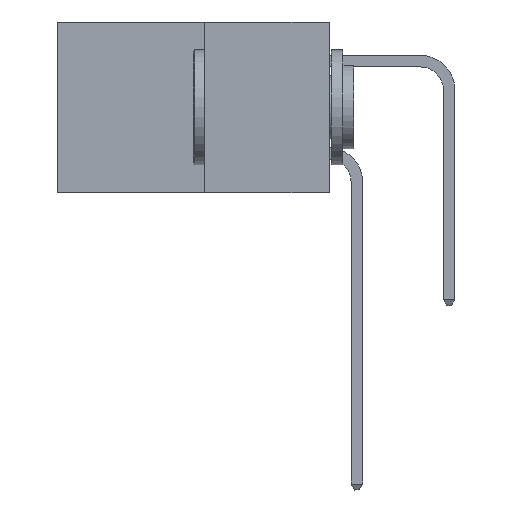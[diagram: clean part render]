
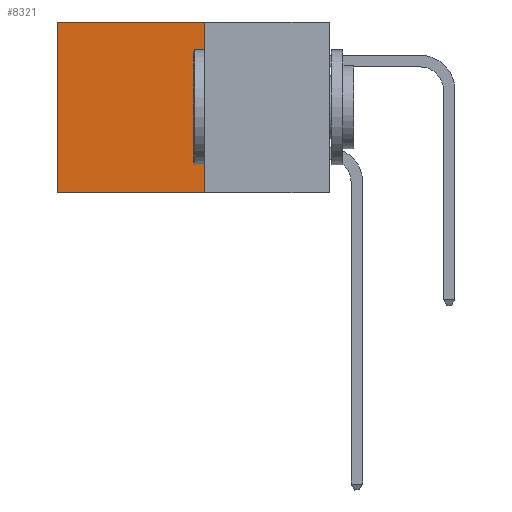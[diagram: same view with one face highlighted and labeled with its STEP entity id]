
A CAD part, left-side view. The second image highlights one B-rep face of the part: STEP entity #8321.
In plain terms, the highlighted planar face has unit normal (-1, 0, 0).
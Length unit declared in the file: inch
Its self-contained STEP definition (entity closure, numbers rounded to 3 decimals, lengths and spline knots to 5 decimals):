
#4 = CARTESIAN_POINT ( 'NONE',  ( 0.277, 0.27, 0. ) ) ;
#165 = DIRECTION ( 'NONE',  ( 0., 1., 0. ) ) ;
#474 = CARTESIAN_POINT ( 'NONE',  ( 0.277, 0.27, -0.37 ) ) ;
#1911 = LINE ( 'NONE', #10584, #8673 ) ;
#2293 = VERTEX_POINT ( 'NONE', #5598 ) ;
#2389 = DIRECTION ( 'NONE',  ( 0., 0., -1. ) ) ;
#2547 = EDGE_CURVE ( 'NONE', #5566, #2293, #9079, .T. ) ;
#3632 = EDGE_LOOP ( 'NONE', ( #4629, #8153, #8446, #9326 ) ) ;
#4044 = EDGE_CURVE ( 'NONE', #10744, #5566, #6152, .T. ) ;
#4057 = FACE_OUTER_BOUND ( 'NONE', #3632, .T. ) ;
#4619 = EDGE_CURVE ( 'NONE', #10744, #8352, #10436, .T. ) ;
#4629 = ORIENTED_EDGE ( 'NONE', *, *, #2547, .T. ) ;
#4813 = DIRECTION ( 'NONE',  ( 0., 1., 0. ) ) ;
#5566 = VERTEX_POINT ( 'NONE', #8901 ) ;
#5598 = CARTESIAN_POINT ( 'NONE',  ( 0.277, 0.59, -0.37 ) ) ;
#5625 = CARTESIAN_POINT ( 'NONE',  ( 0.277, 0.27, -0.37 ) ) ;
#6152 = LINE ( 'NONE', #4, #8256 ) ;
#6319 = CARTESIAN_POINT ( 'NONE',  ( 0.277, 0.59, -0.37 ) ) ;
#7190 = VECTOR ( 'NONE', #7856, 39.37008 ) ;
#7274 = DIRECTION ( 'NONE',  ( 0., 0., -1. ) ) ;
#7713 = DIRECTION ( 'NONE',  ( 1., 0., 0. ) ) ;
#7718 = AXIS2_PLACEMENT_3D ( 'NONE', #474, #7713, #2389 ) ;
#7856 = DIRECTION ( 'NONE',  ( 0., 0., -1. ) ) ;
#8153 = ORIENTED_EDGE ( 'NONE', *, *, #9969, .F. ) ;
#8238 = VECTOR ( 'NONE', #7274, 39.37008 ) ;
#8256 = VECTOR ( 'NONE', #165, 39.37008 ) ;
#8321 = ADVANCED_FACE ( 'NONE', ( #4057 ), #9359, .F. ) ;
#8352 = VERTEX_POINT ( 'NONE', #10919 ) ;
#8446 = ORIENTED_EDGE ( 'NONE', *, *, #4619, .F. ) ;
#8673 = VECTOR ( 'NONE', #4813, 39.37008 ) ;
#8901 = CARTESIAN_POINT ( 'NONE',  ( 0.277, 0.59, 0. ) ) ;
#9079 = LINE ( 'NONE', #6319, #7190 ) ;
#9326 = ORIENTED_EDGE ( 'NONE', *, *, #4044, .T. ) ;
#9359 = PLANE ( 'NONE',  #7718 ) ;
#9640 = CARTESIAN_POINT ( 'NONE',  ( 0.277, 0.27, 0. ) ) ;
#9969 = EDGE_CURVE ( 'NONE', #8352, #2293, #1911, .T. ) ;
#10436 = LINE ( 'NONE', #5625, #8238 ) ;
#10584 = CARTESIAN_POINT ( 'NONE',  ( 0.277, 0.27, -0.37 ) ) ;
#10744 = VERTEX_POINT ( 'NONE', #9640 ) ;
#10919 = CARTESIAN_POINT ( 'NONE',  ( 0.277, 0.27, -0.37 ) ) ;
